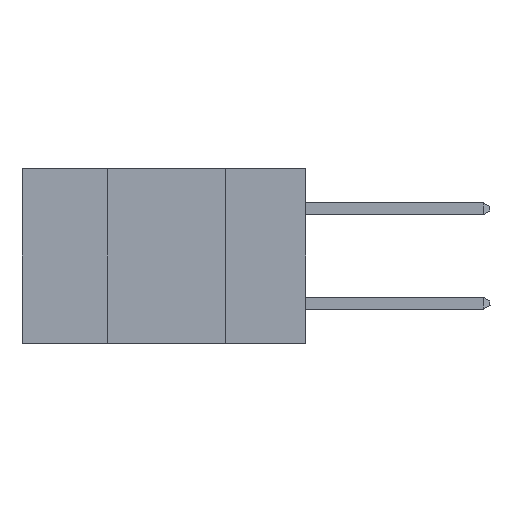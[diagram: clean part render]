
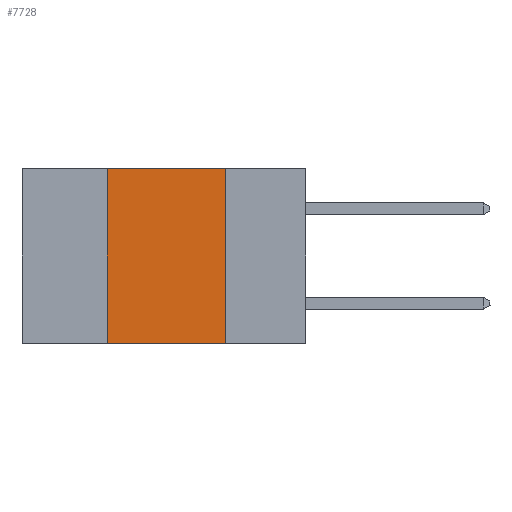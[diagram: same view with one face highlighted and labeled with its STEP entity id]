
A CAD part, left-side view. The second image highlights one B-rep face of the part: STEP entity #7728.
In plain terms, the highlighted planar face has unit normal (-1, 0, 0).
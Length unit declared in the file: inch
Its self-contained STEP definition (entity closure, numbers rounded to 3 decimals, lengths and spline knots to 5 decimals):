
#861 = VECTOR ( 'NONE', #26274, 39.37008 ) ;
#955 = DIRECTION ( 'NONE',  ( 1., 0., 0. ) ) ;
#1329 = ORIENTED_EDGE ( 'NONE', *, *, #5628, .F. ) ;
#1516 = EDGE_CURVE ( 'NONE', #10215, #1709, #3885, .T. ) ;
#1709 = VERTEX_POINT ( 'NONE', #22494 ) ;
#2681 = ORIENTED_EDGE ( 'NONE', *, *, #1516, .T. ) ;
#2713 = CARTESIAN_POINT ( 'NONE',  ( 0., 0.42, 0. ) ) ;
#2917 = CARTESIAN_POINT ( 'NONE',  ( 0., 0.42, -0.37 ) ) ;
#3019 = LINE ( 'NONE', #14060, #7421 ) ;
#3405 = DIRECTION ( 'NONE',  ( 0., 0., -1. ) ) ;
#3885 = LINE ( 'NONE', #14647, #13906 ) ;
#4505 = DIRECTION ( 'NONE',  ( 0., -1., 0. ) ) ;
#5628 = EDGE_CURVE ( 'NONE', #10215, #24611, #17989, .T. ) ;
#5982 = AXIS2_PLACEMENT_3D ( 'NONE', #26647, #955, #15951 ) ;
#6388 = ORIENTED_EDGE ( 'NONE', *, *, #17091, .F. ) ;
#7421 = VECTOR ( 'NONE', #3405, 39.37008 ) ;
#7728 = ADVANCED_FACE ( 'NONE', ( #26566 ), #11651, .F. ) ;
#7743 = ORIENTED_EDGE ( 'NONE', *, *, #22653, .F. ) ;
#8038 = CARTESIAN_POINT ( 'NONE',  ( 0., 0.17, 0. ) ) ;
#8167 = LINE ( 'NONE', #19483, #17513 ) ;
#10215 = VERTEX_POINT ( 'NONE', #2917 ) ;
#11651 = PLANE ( 'NONE',  #5982 ) ;
#13409 = CARTESIAN_POINT ( 'NONE',  ( 0., 0.42, -0.37 ) ) ;
#13906 = VECTOR ( 'NONE', #21355, 39.37008 ) ;
#14060 = CARTESIAN_POINT ( 'NONE',  ( 0., 0.17, -0.37 ) ) ;
#14647 = CARTESIAN_POINT ( 'NONE',  ( 0., 0.6, -0.37 ) ) ;
#15951 = DIRECTION ( 'NONE',  ( 0., 0., -1. ) ) ;
#17091 = EDGE_CURVE ( 'NONE', #19542, #1709, #3019, .T. ) ;
#17513 = VECTOR ( 'NONE', #4505, 39.37008 ) ;
#17989 = LINE ( 'NONE', #13409, #861 ) ;
#19483 = CARTESIAN_POINT ( 'NONE',  ( 0., 0.6, 0. ) ) ;
#19542 = VERTEX_POINT ( 'NONE', #8038 ) ;
#19923 = EDGE_LOOP ( 'NONE', ( #6388, #7743, #1329, #2681 ) ) ;
#21355 = DIRECTION ( 'NONE',  ( 0., -1., 0. ) ) ;
#22494 = CARTESIAN_POINT ( 'NONE',  ( 0., 0.17, -0.37 ) ) ;
#22653 = EDGE_CURVE ( 'NONE', #24611, #19542, #8167, .T. ) ;
#24611 = VERTEX_POINT ( 'NONE', #2713 ) ;
#26274 = DIRECTION ( 'NONE',  ( 0., 0., 1. ) ) ;
#26566 = FACE_OUTER_BOUND ( 'NONE', #19923, .T. ) ;
#26647 = CARTESIAN_POINT ( 'NONE',  ( 0., 0.6, 0. ) ) ;
